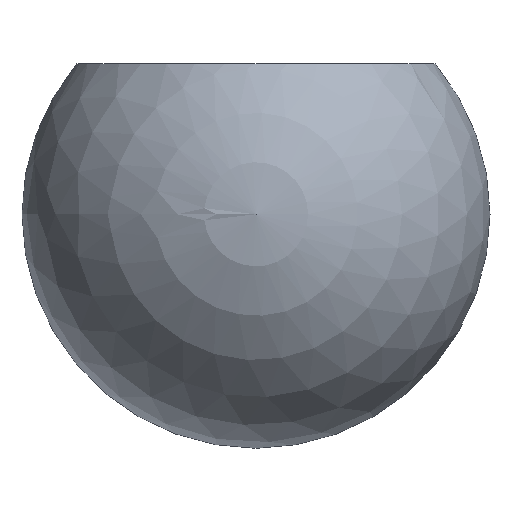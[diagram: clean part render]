
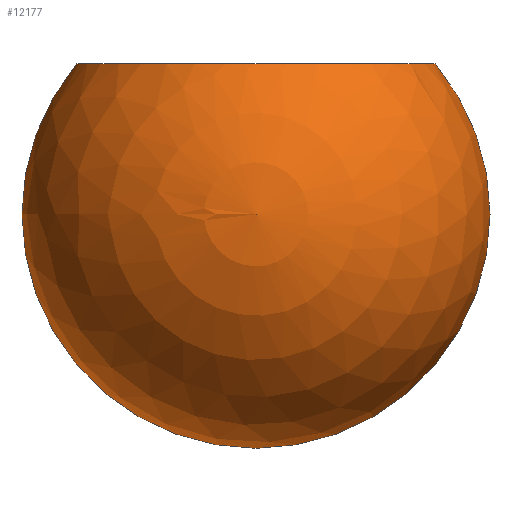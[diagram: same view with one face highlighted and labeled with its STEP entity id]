
A CAD part, left-side view. The second image highlights one B-rep face of the part: STEP entity #12177.
In plain terms, the highlighted spherical face has radius 32.25 mm.
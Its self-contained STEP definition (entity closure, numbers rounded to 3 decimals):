
#372 = DIRECTION ( 'NONE',  ( 0., 1., 0. ) ) ;
#486 = EDGE_LOOP ( 'NONE', ( #9901, #10236, #7056 ) ) ;
#800 = EDGE_CURVE ( 'NONE', #7235, #5212, #9105, .T. ) ;
#935 = DIRECTION ( 'NONE',  ( 1., 0., 0. ) ) ;
#972 = EDGE_CURVE ( 'NONE', #7235, #1911, #1526, .T. ) ;
#1295 = CARTESIAN_POINT ( 'NONE',  ( 0., 0., 0. ) ) ;
#1526 = CIRCLE ( 'NONE', #7512, 32.25 ) ;
#1911 = VERTEX_POINT ( 'NONE', #6843 ) ;
#2412 = SPHERICAL_SURFACE ( 'NONE', #7929, 32.25 ) ;
#3740 = CARTESIAN_POINT ( 'NONE',  ( 0., 0., 0. ) ) ;
#4861 = AXIS2_PLACEMENT_3D ( 'NONE', #6747, #6652, #8623 ) ;
#5212 = VERTEX_POINT ( 'NONE', #5427 ) ;
#5427 = CARTESIAN_POINT ( 'NONE',  ( 0., 24.69, 20.748 ) ) ;
#5885 = DIRECTION ( 'NONE',  ( 0., 1., 0. ) ) ;
#6180 = FACE_OUTER_BOUND ( 'NONE', #486, .T. ) ;
#6652 = DIRECTION ( 'NONE',  ( 0., 0., -1. ) ) ;
#6747 = CARTESIAN_POINT ( 'NONE',  ( 0., 0., 20.748 ) ) ;
#6789 = DIRECTION ( 'NONE',  ( 0., 0., 1. ) ) ;
#6843 = CARTESIAN_POINT ( 'NONE',  ( 0., 0., -32.25 ) ) ;
#7038 = CARTESIAN_POINT ( 'NONE',  ( 0., -24.69, 20.748 ) ) ;
#7056 = ORIENTED_EDGE ( 'NONE', *, *, #8486, .T. ) ;
#7235 = VERTEX_POINT ( 'NONE', #7038 ) ;
#7512 = AXIS2_PLACEMENT_3D ( 'NONE', #1295, #12257, #372 ) ;
#7929 = AXIS2_PLACEMENT_3D ( 'NONE', #8825, #935, #5885 ) ;
#8486 = EDGE_CURVE ( 'NONE', #5212, #1911, #11282, .T. ) ;
#8623 = DIRECTION ( 'NONE',  ( 0., 1., 0. ) ) ;
#8825 = CARTESIAN_POINT ( 'NONE',  ( 0., 0., 0. ) ) ;
#9105 = CIRCLE ( 'NONE', #4861, 24.69 ) ;
#9901 = ORIENTED_EDGE ( 'NONE', *, *, #972, .F. ) ;
#10236 = ORIENTED_EDGE ( 'NONE', *, *, #800, .T. ) ;
#11282 = CIRCLE ( 'NONE', #12035, 32.25 ) ;
#12035 = AXIS2_PLACEMENT_3D ( 'NONE', #3740, #12676, #6789 ) ;
#12177 = ADVANCED_FACE ( 'NONE', ( #6180 ), #2412, .T. ) ;
#12257 = DIRECTION ( 'NONE',  ( 1., 0., 0. ) ) ;
#12676 = DIRECTION ( 'NONE',  ( -1., 0., 0. ) ) ;
